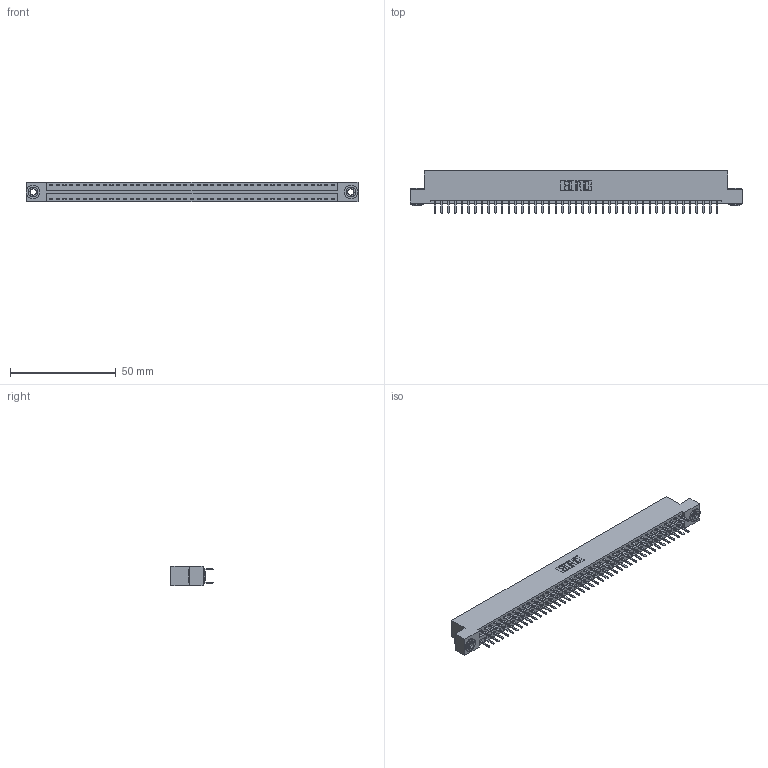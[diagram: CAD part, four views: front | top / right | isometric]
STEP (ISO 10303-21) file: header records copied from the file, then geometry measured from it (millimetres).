
FILE_DESCRIPTION (( 'STEP AP203' ), '1' );
FILE_NAME ('346-086-520-203.STEP', '2022-05-25T21:38:00', ( '' ), ( '' ), 'SwSTEP 2.0', 'SolidWorks 2020', '' );
FILE_SCHEMA (( 'CONFIG_CONTROL_DESIGN' ));
Length unit declared in the file: inch
Products named in the file (4): 346 Part_Flush Mounting Lugs - 0.156 Dia-TH; 345-250-002_345-250-002-102; 346-086-520-203; 345-292-001_345-293-120
Assembly tree (89 placements, depth 2):
  346-086-520-203
    346 Part_Flush Mounting Lugs - 0.156 Dia-TH
    345-292-001_345-293-120  x86
    345-250-002_345-250-002-102  x2
Bounding box: 157.1 x 20.02 x 9.4 mm (x, y, z)
Volume: 15290.4 mm3; surface area: 21193.5 mm2
Topology: 89 solids, 89 shells, 4990 faces, 14459 edges, 9406 vertices
Faces by surface type: plane 3282, cylinder 1700, cone 8
Entity records: 29108 total; most frequent: CARTESIAN_POINT 4789, ORIENTED_EDGE 4702, DIRECTION 4289, EDGE_CURVE 2351, LINE 2019, VECTOR 2019, VERTEX_POINT 1562, AXIS2_PLACEMENT_3D 1135
